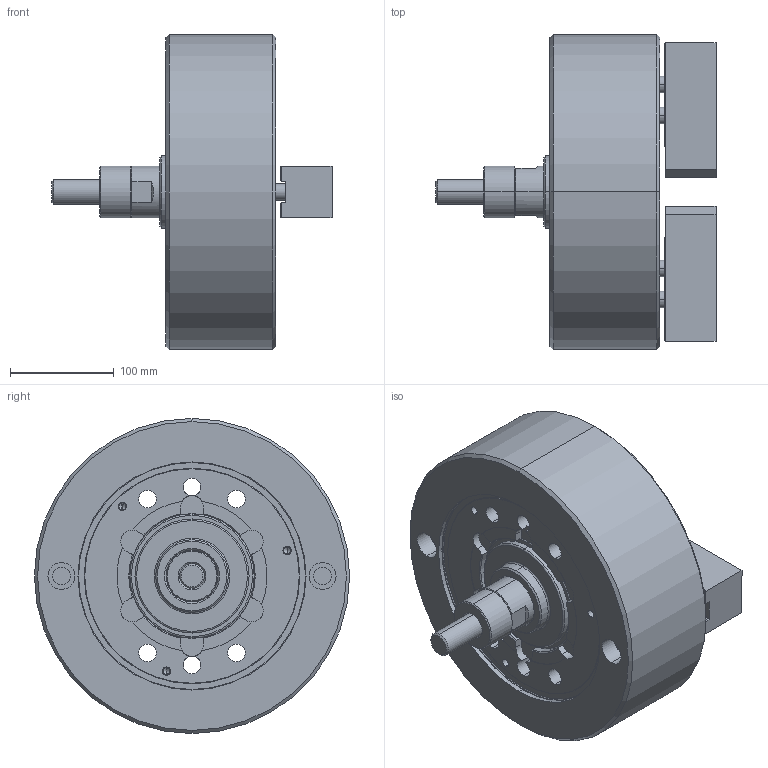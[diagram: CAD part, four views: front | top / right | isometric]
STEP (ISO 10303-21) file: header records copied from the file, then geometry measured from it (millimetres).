
FILE_DESCRIPTION (( 'STEP AP203' ), '1' );
FILE_NAME ('CF-2M-12.STEP', '2020-01-14T06:17:12', ( 'temp' ), ( '' ), 'SwSTEP 2.0', 'SolidWorks 2016', '' );
FILE_SCHEMA (( 'CONFIG_CONTROL_DESIGN' ));
Length unit declared in the file: metre
Products named in the file (10): CF-3M-12-07000; CF-2M-12-0100G; CF-2M-12-02000; CF-2M-12-04000; 圓頭內六角螺栓_M5x12; SJ-12H; CF-2M-12; 圓頭內六角螺栓_M16x40; CF-3M-12-05000; CF-3M-12-06000
Assembly tree (16 placements, depth 2):
  CF-2M-12
    CF-2M-12-0100G
    CF-2M-12-02000
    CF-2M-12-04000
    圓頭內六角螺栓_M5x12  x4
    SJ-12H  x2
    圓頭內六角螺栓_M16x40  x4
    CF-3M-12-05000
    CF-3M-12-06000
    CF-3M-12-07000
Bounding box: 270.2 x 304 x 304 mm (x, y, z)
Volume: 7609907.3 mm3; surface area: 537128.6 mm2
Topology: 16 solids, 16 shells, 1709 faces, 4755 edges, 3104 vertices
Faces by surface type: plane 1059, cylinder 473, cone 159, torus 18
Entity records: 32868 total; most frequent: CARTESIAN_POINT 6803, ORIENTED_EDGE 5458, DIRECTION 4920, EDGE_CURVE 2729, VERTEX_POINT 1787, VECTOR 1776, LINE 1776, AXIS2_PLACEMENT_3D 1572
